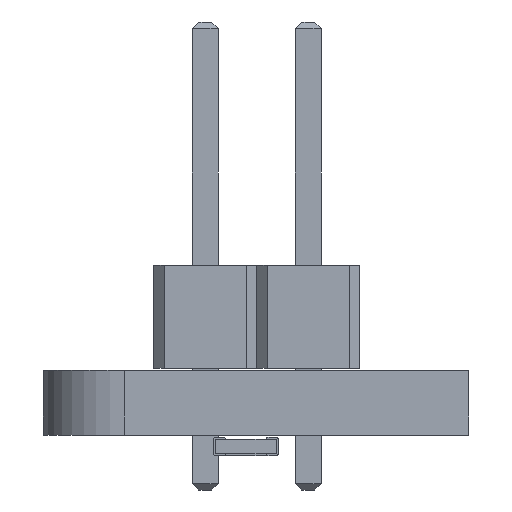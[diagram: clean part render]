
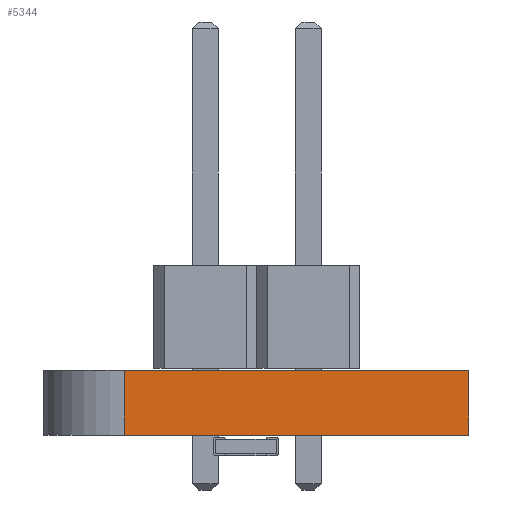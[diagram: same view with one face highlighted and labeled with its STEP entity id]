
A CAD part, front view. The second image highlights one B-rep face of the part: STEP entity #5344.
In plain terms, the highlighted planar face has unit normal (0, -1, 0).
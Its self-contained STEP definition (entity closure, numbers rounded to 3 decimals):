
#5228 = EDGE_CURVE('',#5229,#5231,#5233,.T.);
#5229 = VERTEX_POINT('',#5230);
#5230 = CARTESIAN_POINT('',(110.5,-63.,0.));
#5231 = VERTEX_POINT('',#5232);
#5232 = CARTESIAN_POINT('',(110.5,-63.,1.6));
#5233 = SURFACE_CURVE('',#5234,(#5238,#5250),.PCURVE_S1.);
#5234 = LINE('',#5235,#5236);
#5235 = CARTESIAN_POINT('',(110.5,-63.,0.));
#5236 = VECTOR('',#5237,1.);
#5237 = DIRECTION('',(0.,0.,1.));
#5238 = PCURVE('',#5239,#5244);
#5239 = PLANE('',#5240);
#5240 = AXIS2_PLACEMENT_3D('',#5241,#5242,#5243);
#5241 = CARTESIAN_POINT('',(110.5,-63.,0.));
#5242 = DIRECTION('',(-1.,0.,0.));
#5243 = DIRECTION('',(0.,1.,0.));
#5244 = DEFINITIONAL_REPRESENTATION('',(#5245),#5249);
#5245 = LINE('',#5246,#5247);
#5246 = CARTESIAN_POINT('',(0.,0.));
#5247 = VECTOR('',#5248,1.);
#5248 = DIRECTION('',(0.,-1.));
#5249 = ( GEOMETRIC_REPRESENTATION_CONTEXT(2) 
PARAMETRIC_REPRESENTATION_CONTEXT() REPRESENTATION_CONTEXT('2D SPACE',''
  ) );
#5250 = PCURVE('',#5251,#5256);
#5251 = PLANE('',#5252);
#5252 = AXIS2_PLACEMENT_3D('',#5253,#5254,#5255);
#5253 = CARTESIAN_POINT('',(102.,-63.,0.));
#5254 = DIRECTION('',(0.,1.,0.));
#5255 = DIRECTION('',(1.,0.,0.));
#5256 = DEFINITIONAL_REPRESENTATION('',(#5257),#5261);
#5257 = LINE('',#5258,#5259);
#5258 = CARTESIAN_POINT('',(8.5,0.));
#5259 = VECTOR('',#5260,1.);
#5260 = DIRECTION('',(0.,-1.));
#5261 = ( GEOMETRIC_REPRESENTATION_CONTEXT(2) 
PARAMETRIC_REPRESENTATION_CONTEXT() REPRESENTATION_CONTEXT('2D SPACE',''
  ) );
#5279 = PLANE('',#5280);
#5280 = AXIS2_PLACEMENT_3D('',#5281,#5282,#5283);
#5281 = CARTESIAN_POINT('',(105.368,-46.5,1.6));
#5282 = DIRECTION('',(0.,0.,1.));
#5283 = DIRECTION('',(1.,0.,0.));
#5333 = PLANE('',#5334);
#5334 = AXIS2_PLACEMENT_3D('',#5335,#5336,#5337);
#5335 = CARTESIAN_POINT('',(105.368,-46.5,0.));
#5336 = DIRECTION('',(0.,0.,1.));
#5337 = DIRECTION('',(1.,0.,0.));
#5344 = ADVANCED_FACE('',(#5345),#5251,.F.);
#5345 = FACE_BOUND('',#5346,.F.);
#5346 = EDGE_LOOP('',(#5347,#5377,#5398,#5399));
#5347 = ORIENTED_EDGE('',*,*,#5348,.T.);
#5348 = EDGE_CURVE('',#5349,#5351,#5353,.T.);
#5349 = VERTEX_POINT('',#5350);
#5350 = CARTESIAN_POINT('',(102.,-63.,0.));
#5351 = VERTEX_POINT('',#5352);
#5352 = CARTESIAN_POINT('',(102.,-63.,1.6));
#5353 = SURFACE_CURVE('',#5354,(#5358,#5365),.PCURVE_S1.);
#5354 = LINE('',#5355,#5356);
#5355 = CARTESIAN_POINT('',(102.,-63.,0.));
#5356 = VECTOR('',#5357,1.);
#5357 = DIRECTION('',(0.,0.,1.));
#5358 = PCURVE('',#5251,#5359);
#5359 = DEFINITIONAL_REPRESENTATION('',(#5360),#5364);
#5360 = LINE('',#5361,#5362);
#5361 = CARTESIAN_POINT('',(0.,0.));
#5362 = VECTOR('',#5363,1.);
#5363 = DIRECTION('',(0.,-1.));
#5364 = ( GEOMETRIC_REPRESENTATION_CONTEXT(2) 
PARAMETRIC_REPRESENTATION_CONTEXT() REPRESENTATION_CONTEXT('2D SPACE',''
  ) );
#5365 = PCURVE('',#5366,#5371);
#5366 = CYLINDRICAL_SURFACE('',#5367,2.);
#5367 = AXIS2_PLACEMENT_3D('',#5368,#5369,#5370);
#5368 = CARTESIAN_POINT('',(102.,-61.,0.));
#5369 = DIRECTION('',(0.,0.,-1.));
#5370 = DIRECTION('',(1.,0.,0.));
#5371 = DEFINITIONAL_REPRESENTATION('',(#5372),#5376);
#5372 = LINE('',#5373,#5374);
#5373 = CARTESIAN_POINT('',(-4.712,0.));
#5374 = VECTOR('',#5375,1.);
#5375 = DIRECTION('',(0.,-1.));
#5376 = ( GEOMETRIC_REPRESENTATION_CONTEXT(2) 
PARAMETRIC_REPRESENTATION_CONTEXT() REPRESENTATION_CONTEXT('2D SPACE',''
  ) );
#5377 = ORIENTED_EDGE('',*,*,#5378,.T.);
#5378 = EDGE_CURVE('',#5351,#5231,#5379,.T.);
#5379 = SURFACE_CURVE('',#5380,(#5384,#5391),.PCURVE_S1.);
#5380 = LINE('',#5381,#5382);
#5381 = CARTESIAN_POINT('',(102.,-63.,1.6));
#5382 = VECTOR('',#5383,1.);
#5383 = DIRECTION('',(1.,0.,0.));
#5384 = PCURVE('',#5251,#5385);
#5385 = DEFINITIONAL_REPRESENTATION('',(#5386),#5390);
#5386 = LINE('',#5387,#5388);
#5387 = CARTESIAN_POINT('',(0.,-1.6));
#5388 = VECTOR('',#5389,1.);
#5389 = DIRECTION('',(1.,0.));
#5390 = ( GEOMETRIC_REPRESENTATION_CONTEXT(2) 
PARAMETRIC_REPRESENTATION_CONTEXT() REPRESENTATION_CONTEXT('2D SPACE',''
  ) );
#5391 = PCURVE('',#5279,#5392);
#5392 = DEFINITIONAL_REPRESENTATION('',(#5393),#5397);
#5393 = LINE('',#5394,#5395);
#5394 = CARTESIAN_POINT('',(-3.368,-16.5));
#5395 = VECTOR('',#5396,1.);
#5396 = DIRECTION('',(1.,0.));
#5397 = ( GEOMETRIC_REPRESENTATION_CONTEXT(2) 
PARAMETRIC_REPRESENTATION_CONTEXT() REPRESENTATION_CONTEXT('2D SPACE',''
  ) );
#5398 = ORIENTED_EDGE('',*,*,#5228,.F.);
#5399 = ORIENTED_EDGE('',*,*,#5400,.F.);
#5400 = EDGE_CURVE('',#5349,#5229,#5401,.T.);
#5401 = SURFACE_CURVE('',#5402,(#5406,#5413),.PCURVE_S1.);
#5402 = LINE('',#5403,#5404);
#5403 = CARTESIAN_POINT('',(102.,-63.,0.));
#5404 = VECTOR('',#5405,1.);
#5405 = DIRECTION('',(1.,0.,0.));
#5406 = PCURVE('',#5251,#5407);
#5407 = DEFINITIONAL_REPRESENTATION('',(#5408),#5412);
#5408 = LINE('',#5409,#5410);
#5409 = CARTESIAN_POINT('',(0.,0.));
#5410 = VECTOR('',#5411,1.);
#5411 = DIRECTION('',(1.,0.));
#5412 = ( GEOMETRIC_REPRESENTATION_CONTEXT(2) 
PARAMETRIC_REPRESENTATION_CONTEXT() REPRESENTATION_CONTEXT('2D SPACE',''
  ) );
#5413 = PCURVE('',#5333,#5414);
#5414 = DEFINITIONAL_REPRESENTATION('',(#5415),#5419);
#5415 = LINE('',#5416,#5417);
#5416 = CARTESIAN_POINT('',(-3.368,-16.5));
#5417 = VECTOR('',#5418,1.);
#5418 = DIRECTION('',(1.,0.));
#5419 = ( GEOMETRIC_REPRESENTATION_CONTEXT(2) 
PARAMETRIC_REPRESENTATION_CONTEXT() REPRESENTATION_CONTEXT('2D SPACE',''
  ) );
